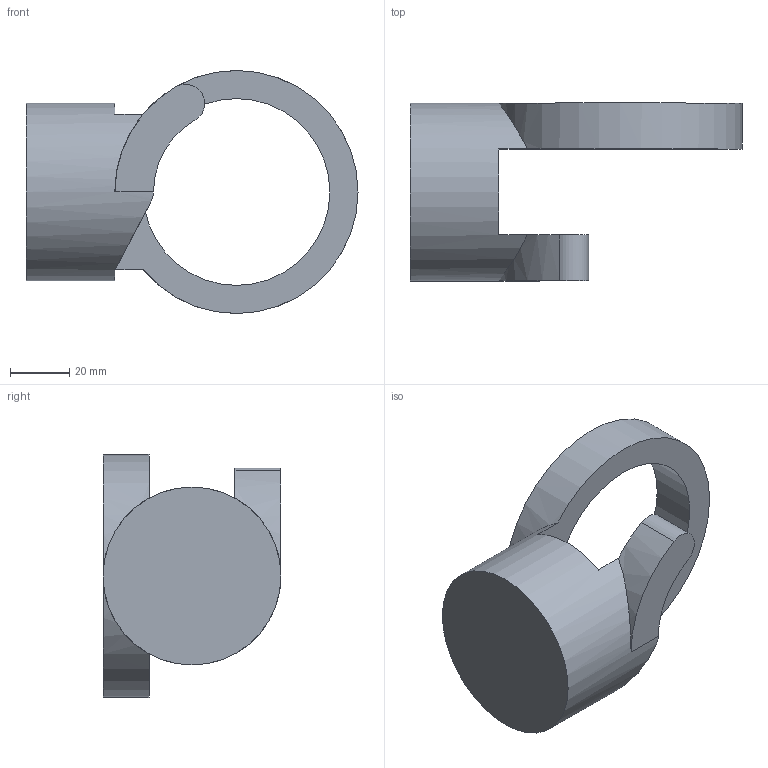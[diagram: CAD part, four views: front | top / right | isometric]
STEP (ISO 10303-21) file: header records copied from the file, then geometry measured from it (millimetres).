
FILE_DESCRIPTION(/* description */ (''),/* implementation_level */ '2;1');
FILE_NAME(/* name */ 'hip_front_left.step',/* time_stamp */ '2021-01-26T21:30:05-05:00',/* author */ ('DELL'),/* organization */ (''),/* preprocessor_version */ 'ST-DEVELOPER v18',/* originating_system */ 'Autodesk Inventor 2020',/* authorisation */ '');
FILE_SCHEMA (('AUTOMOTIVE_DESIGN { 1 0 10303 214 3 1 1 }'));
Length unit declared in the file: millimetre
Products named in the file (1): hip_front_left
Bounding box: 112 x 60 x 82 mm (x, y, z)
Volume: 130757.1 mm3; surface area: 24416.1 mm2
Topology: 1 solids, 1 shells, 15 faces, 36 edges, 23 vertices
Faces by surface type: cylinder 8, plane 7
Full cylindrical faces by diameter (mm): 60 x1, 63 x1
Entity records: 550 total; most frequent: CARTESIAN_POINT 144, DIRECTION 82, ORIENTED_EDGE 72, EDGE_CURVE 36, AXIS2_PLACEMENT_3D 34, VERTEX_POINT 23, EDGE_LOOP 17, CIRCLE 17
